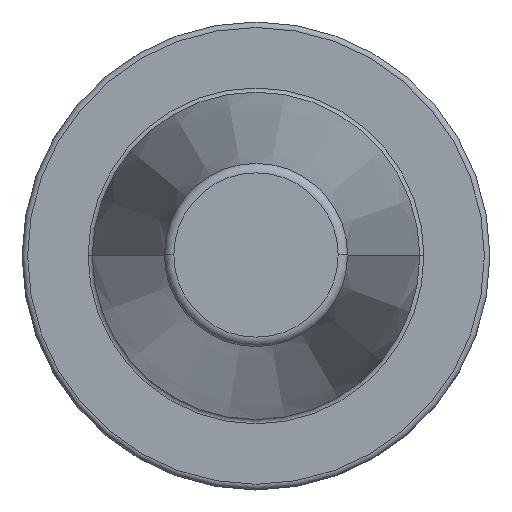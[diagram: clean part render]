
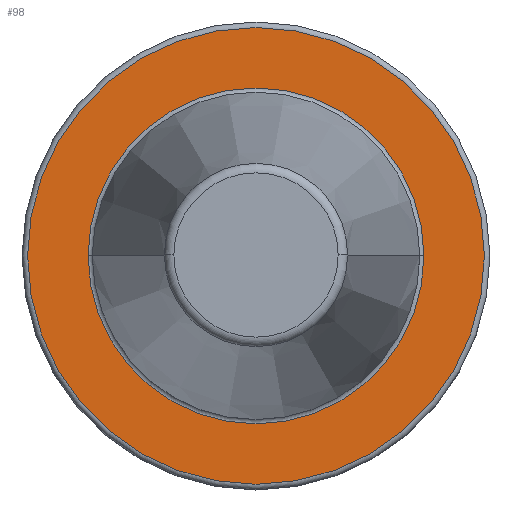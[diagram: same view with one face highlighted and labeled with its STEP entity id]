
A CAD part, top view. The second image highlights one B-rep face of the part: STEP entity #98.
In plain terms, the highlighted planar face has unit normal (0, 0, 1).
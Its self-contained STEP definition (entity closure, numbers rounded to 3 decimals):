
#38=PLANE('',#708);
#48=FACE_BOUND('',#191,.T.);
#49=FACE_BOUND('',#192,.T.);
#98=ADVANCED_FACE('',(#48,#49),#38,.F.);
#191=EDGE_LOOP('',(#357));
#192=EDGE_LOOP('',(#358,#359));
#220=CIRCLE('',#652,22.79);
#222=CIRCLE('',#655,22.79);
#255=CIRCLE('',#707,31.);
#357=ORIENTED_EDGE('',*,*,#538,.T.);
#358=ORIENTED_EDGE('',*,*,#488,.T.);
#359=ORIENTED_EDGE('',*,*,#490,.T.);
#437=VERTEX_POINT('',#995);
#440=VERTEX_POINT('',#1000);
#470=VERTEX_POINT('',#1101);
#488=EDGE_CURVE('',#437,#440,#220,.T.);
#490=EDGE_CURVE('',#440,#437,#222,.T.);
#538=EDGE_CURVE('',#470,#470,#255,.T.);
#652=AXIS2_PLACEMENT_3D('',#1001,#771,#772);
#655=AXIS2_PLACEMENT_3D('',#1004,#777,#778);
#707=AXIS2_PLACEMENT_3D('',#1100,#896,#897);
#708=AXIS2_PLACEMENT_3D('',#1102,#898,#899);
#771=DIRECTION('',(0.,0.,-1.));
#772=DIRECTION('',(-1.,0.,0.));
#777=DIRECTION('',(0.,0.,-1.));
#778=DIRECTION('',(-1.,0.,0.));
#896=DIRECTION('',(0.,0.,1.));
#897=DIRECTION('',(-1.,0.,0.));
#898=DIRECTION('',(0.,0.,-1.));
#899=DIRECTION('',(1.,0.,0.));
#995=CARTESIAN_POINT('',(-22.79,0.,-3.2));
#1000=CARTESIAN_POINT('',(22.79,0.,-3.2));
#1001=CARTESIAN_POINT('',(0.,0.,-3.2));
#1004=CARTESIAN_POINT('',(0.,0.,-3.2));
#1100=CARTESIAN_POINT('',(0.,0.,-3.2));
#1101=CARTESIAN_POINT('',(-31.,0.,-3.2));
#1102=CARTESIAN_POINT('',(0.,22.79,-3.2));
